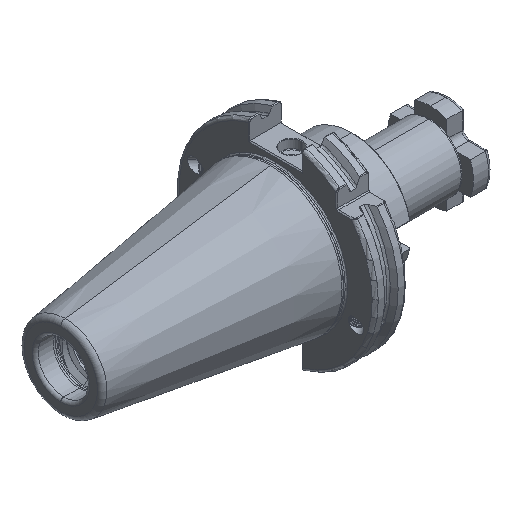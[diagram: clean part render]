
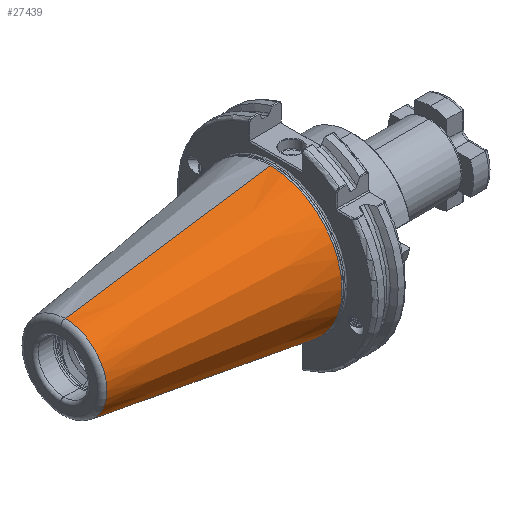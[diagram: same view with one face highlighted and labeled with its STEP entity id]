
A CAD part, isometric view. The second image highlights one B-rep face of the part: STEP entity #27439.
In plain terms, the highlighted conical face has half-angle 8.297 degrees and reference radius 35.392 mm.
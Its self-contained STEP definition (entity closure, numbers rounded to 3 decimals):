
#6878 = EDGE_LOOP ( 'NONE', ( #27775, #28851, #27814, #27779, #27811 ) ) ;
#10978 = AXIS2_PLACEMENT_3D ( 'NONE', #15893, #15887, #15907 ) ;
#11198 = AXIS2_PLACEMENT_3D ( 'NONE', #17172, #17141, #17170 ) ;
#11226 = AXIS2_PLACEMENT_3D ( 'NONE', #17129, #17126, #17115 ) ;
#14125 = EDGE_CURVE ( 'NONE', #28478, #28524, #18222, .T. ) ;
#14141 = EDGE_CURVE ( 'NONE', #28479, #28478, #18274, .T. ) ;
#14143 = EDGE_CURVE ( 'NONE', #28499, #28518, #18259, .T. ) ;
#15887 = DIRECTION ( 'NONE',  ( 1., 0., 0. ) ) ;
#15893 = CARTESIAN_POINT ( 'NONE',  ( 0., 0., 0. ) ) ;
#15907 = DIRECTION ( 'NONE',  ( 0., 0., -1. ) ) ;
#17115 = DIRECTION ( 'NONE',  ( 0., 1., 0. ) ) ;
#17126 = DIRECTION ( 'NONE',  ( 1., 0., 0. ) ) ;
#17129 = CARTESIAN_POINT ( 'NONE',  ( -2.5, 0., 0. ) ) ;
#17141 = DIRECTION ( 'NONE',  ( 1., 0., 0. ) ) ;
#17170 = DIRECTION ( 'NONE',  ( 0., 0., 1. ) ) ;
#17172 = CARTESIAN_POINT ( 'NONE',  ( -102.811, 0., 0. ) ) ;
#18222 = CIRCLE ( 'NONE', #22506, 35.027 ) ;
#18252 = VECTOR ( 'NONE', #29683, 1000. ) ;
#18259 = LINE ( 'NONE', #29793, #18285 ) ;
#18274 = LINE ( 'NONE', #29636, #18252 ) ;
#18285 = VECTOR ( 'NONE', #29795, 1000. ) ;
#20411 = FACE_OUTER_BOUND ( 'NONE', #6878, .T. ) ;
#20415 = CONICAL_SURFACE ( 'NONE', #10978, 35.392, 0.145 ) ;
#21353 = CIRCLE ( 'NONE', #11226, 35.027 ) ;
#21357 = CIRCLE ( 'NONE', #11198, 20.399 ) ;
#21872 = CARTESIAN_POINT ( 'NONE',  ( -2.5, 0., 35.027 ) ) ;
#21889 = CARTESIAN_POINT ( 'NONE',  ( -102.811, 0., 20.399 ) ) ;
#21937 = CARTESIAN_POINT ( 'NONE',  ( -102.811, 0., -20.399 ) ) ;
#21944 = CARTESIAN_POINT ( 'NONE',  ( -2.5, -35.027, 0. ) ) ;
#21964 = CARTESIAN_POINT ( 'NONE',  ( -2.5, 0., -35.027 ) ) ;
#22506 = AXIS2_PLACEMENT_3D ( 'NONE', #29277, #29229, #29257 ) ;
#25866 = EDGE_CURVE ( 'NONE', #28524, #28518, #21353, .T. ) ;
#25873 = EDGE_CURVE ( 'NONE', #28479, #28499, #21357, .T. ) ;
#27439 = ADVANCED_FACE ( 'NONE', ( #20411 ), #20415, .T. ) ;
#27775 = ORIENTED_EDGE ( 'NONE', *, *, #14141, .F. ) ;
#27779 = ORIENTED_EDGE ( 'NONE', *, *, #25866, .F. ) ;
#27811 = ORIENTED_EDGE ( 'NONE', *, *, #14125, .F. ) ;
#27814 = ORIENTED_EDGE ( 'NONE', *, *, #14143, .T. ) ;
#28478 = VERTEX_POINT ( 'NONE', #21872 ) ;
#28479 = VERTEX_POINT ( 'NONE', #21889 ) ;
#28499 = VERTEX_POINT ( 'NONE', #21937 ) ;
#28518 = VERTEX_POINT ( 'NONE', #21964 ) ;
#28524 = VERTEX_POINT ( 'NONE', #21944 ) ;
#28851 = ORIENTED_EDGE ( 'NONE', *, *, #25873, .T. ) ;
#29229 = DIRECTION ( 'NONE',  ( 1., 0., 0. ) ) ;
#29257 = DIRECTION ( 'NONE',  ( 0., 1., 0. ) ) ;
#29277 = CARTESIAN_POINT ( 'NONE',  ( -2.5, 0., 0. ) ) ;
#29636 = CARTESIAN_POINT ( 'NONE',  ( 0., 0., 35.392 ) ) ;
#29683 = DIRECTION ( 'NONE',  ( 0.99, 0., 0.144 ) ) ;
#29793 = CARTESIAN_POINT ( 'NONE',  ( 0., 0., -35.392 ) ) ;
#29795 = DIRECTION ( 'NONE',  ( 0.99, 0., -0.144 ) ) ;
